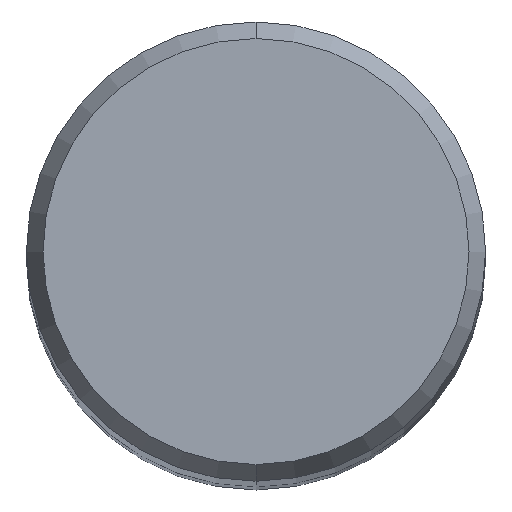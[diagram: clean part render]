
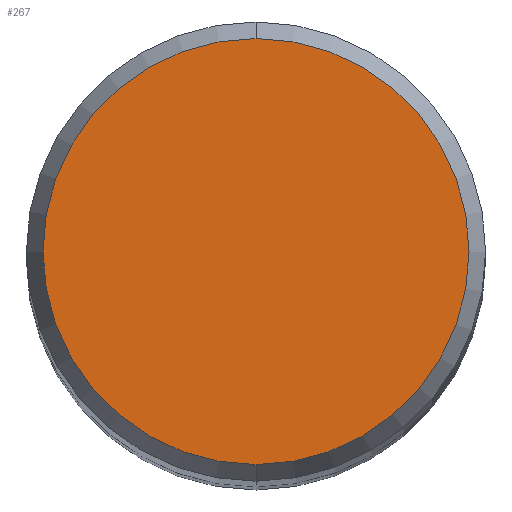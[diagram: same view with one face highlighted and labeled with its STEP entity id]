
A CAD part, top view. The second image highlights one B-rep face of the part: STEP entity #267.
In plain terms, the highlighted planar face has unit normal (0, 0, 1).
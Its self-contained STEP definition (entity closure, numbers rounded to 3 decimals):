
#177=EDGE_CURVE('',#351,#231,#431,.T.);
#231=VERTEX_POINT('',#489);
#251=EDGE_CURVE('',#231,#351,#511,.T.);
#267=ADVANCED_FACE('',(#528),#529,.T.);
#351=VERTEX_POINT('',#621);
#431=CIRCLE('',#746,2.946);
#489=CARTESIAN_POINT('',(0.0,2.946,0.));
#511=CIRCLE('',#900,2.946);
#528=FACE_OUTER_BOUND('',#918,.T.);
#529=PLANE('',#919);
#621=CARTESIAN_POINT('',(0.,-2.946,0.));
#746=AXIS2_PLACEMENT_3D('',#1251,#1252,#1253);
#900=AXIS2_PLACEMENT_3D('',#1340,#1341,#1342);
#918=EDGE_LOOP('',(#1362,#1363));
#919=AXIS2_PLACEMENT_3D('',#1364,#1365,#1366);
#1251=CARTESIAN_POINT('',(0.0,0.0,0.));
#1252=DIRECTION('',(0.0,0.0,-1.0));
#1253=DIRECTION('',(0.0,1.0,0.0));
#1340=CARTESIAN_POINT('',(0.0,0.0,0.));
#1341=DIRECTION('',(0.0,0.0,-1.0));
#1342=DIRECTION('',(0.0,1.0,0.0));
#1362=ORIENTED_EDGE('',*,*,#251,.F.);
#1363=ORIENTED_EDGE('',*,*,#177,.F.);
#1364=CARTESIAN_POINT('',(0.0,1.473,0.));
#1365=DIRECTION('',(-0.0,0.0,1.0));
#1366=DIRECTION('',(0.0,-1.0,0.0));
